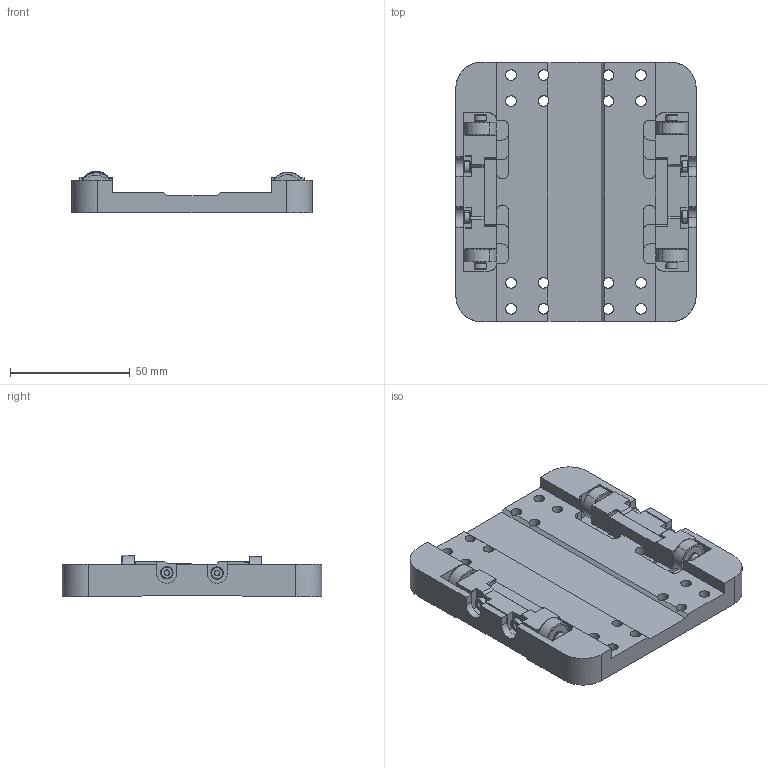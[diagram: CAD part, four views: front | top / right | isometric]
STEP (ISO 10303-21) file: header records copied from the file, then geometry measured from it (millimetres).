
FILE_DESCRIPTION(('FreeCAD Model'),'2;1');
FILE_NAME('Open CASCADE Shape Model','2025-05-09T11:29:29',('FreeCAD'),( 'FreeCAD'),'Open CASCADE STEP processor 7.6','FreeCAD','Unknown');
FILE_SCHEMA(('AUTOMOTIVE_DESIGN { 1 0 10303 214 1 1 1 1 }'));
Products named in the file (1): Open CASCADE STEP translator 7.6 1
Bounding box: 100.3 x 108.43 x 17.26 mm (x, y, z)
Volume: 90685.7 mm3; surface area: 41208.9 mm2
Topology: 15 solids, 15 shells, 1160 faces, 3154 edges, 2044 vertices
Faces by surface type: bspline 1160
Entity records: 54216 total; most frequent: CARTESIAN_POINT 37449, ORIENTED_EDGE 6292, EDGE_CURVE 3146, VERTEX_POINT 2044, B_SPLINE_CURVE_WITH_KNOTS 1374, FACE_BOUND 1244, EDGE_LOOP 1244, ADVANCED_FACE 1160
